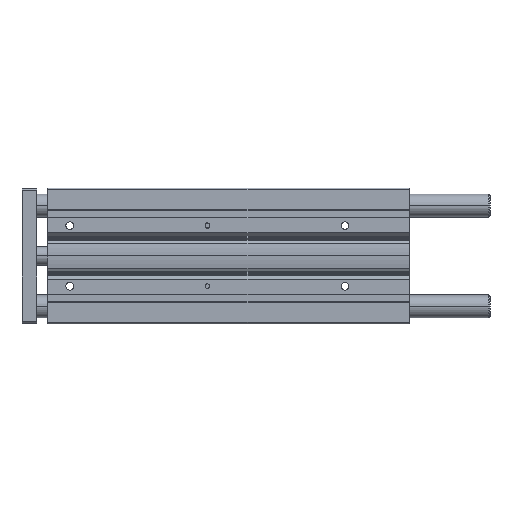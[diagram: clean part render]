
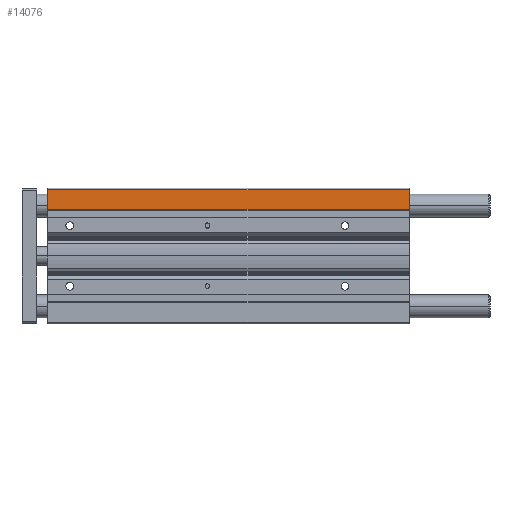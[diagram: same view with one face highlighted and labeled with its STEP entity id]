
A CAD part, top view. The second image highlights one B-rep face of the part: STEP entity #14076.
In plain terms, the highlighted planar face has unit normal (0, 0, 1).
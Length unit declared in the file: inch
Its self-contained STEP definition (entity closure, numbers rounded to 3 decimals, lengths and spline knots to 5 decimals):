
#345 = DIRECTION ( 'NONE',  ( 0., -1., 0. ) ) ;
#451 = EDGE_CURVE ( 'NONE', #13706, #1889, #11005, .T. ) ;
#571 = DIRECTION ( 'NONE',  ( -1., 0., 0. ) ) ;
#730 = DIRECTION ( 'NONE',  ( -1., 0., 0. ) ) ;
#1157 = ORIENTED_EDGE ( 'NONE', *, *, #9568, .T. ) ;
#1889 = VERTEX_POINT ( 'NONE', #9499 ) ;
#2624 = VECTOR ( 'NONE', #730, 39.37008 ) ;
#3159 = CARTESIAN_POINT ( 'NONE',  ( 0., 1.97835, 1.25984 ) ) ;
#3750 = CARTESIAN_POINT ( 'NONE',  ( 0., 2.83465, 1.25984 ) ) ;
#3900 = FACE_OUTER_BOUND ( 'NONE', #10709, .T. ) ;
#4053 = CARTESIAN_POINT ( 'NONE',  ( 15.51181, 2.83465, 1.25984 ) ) ;
#6831 = DIRECTION ( 'NONE',  ( 0., -1., 0. ) ) ;
#7322 = CARTESIAN_POINT ( 'NONE',  ( 15.51181, 2.83465, 1.25984 ) ) ;
#7515 = PLANE ( 'NONE',  #9736 ) ;
#8370 = LINE ( 'NONE', #9392, #10289 ) ;
#8384 = DIRECTION ( 'NONE',  ( 0., 0., -1. ) ) ;
#9291 = ORIENTED_EDGE ( 'NONE', *, *, #9779, .T. ) ;
#9392 = CARTESIAN_POINT ( 'NONE',  ( 0., 2.83465, 1.25984 ) ) ;
#9398 = VECTOR ( 'NONE', #6831, 39.37008 ) ;
#9417 = VERTEX_POINT ( 'NONE', #3750 ) ;
#9480 = VERTEX_POINT ( 'NONE', #3159 ) ;
#9499 = CARTESIAN_POINT ( 'NONE',  ( 15.51181, 1.97835, 1.25984 ) ) ;
#9560 = DIRECTION ( 'NONE',  ( 0., -1., 0. ) ) ;
#9568 = EDGE_CURVE ( 'NONE', #13706, #9417, #9787, .T. ) ;
#9586 = ORIENTED_EDGE ( 'NONE', *, *, #451, .F. ) ;
#9736 = AXIS2_PLACEMENT_3D ( 'NONE', #4053, #8384, #9560 ) ;
#9779 = EDGE_CURVE ( 'NONE', #9417, #9480, #8370, .T. ) ;
#9787 = LINE ( 'NONE', #14413, #2624 ) ;
#10289 = VECTOR ( 'NONE', #345, 39.37008 ) ;
#10664 = CARTESIAN_POINT ( 'NONE',  ( 15.51181, 1.97835, 1.25984 ) ) ;
#10709 = EDGE_LOOP ( 'NONE', ( #9291, #11599, #9586, #1157 ) ) ;
#11005 = LINE ( 'NONE', #14156, #9398 ) ;
#11599 = ORIENTED_EDGE ( 'NONE', *, *, #12997, .F. ) ;
#12997 = EDGE_CURVE ( 'NONE', #1889, #9480, #14186, .T. ) ;
#13706 = VERTEX_POINT ( 'NONE', #7322 ) ;
#14076 = ADVANCED_FACE ( 'NONE', ( #3900 ), #7515, .F. ) ;
#14118 = VECTOR ( 'NONE', #571, 39.37008 ) ;
#14156 = CARTESIAN_POINT ( 'NONE',  ( 15.51181, 2.83465, 1.25984 ) ) ;
#14186 = LINE ( 'NONE', #10664, #14118 ) ;
#14413 = CARTESIAN_POINT ( 'NONE',  ( 15.51181, 2.83465, 1.25984 ) ) ;
